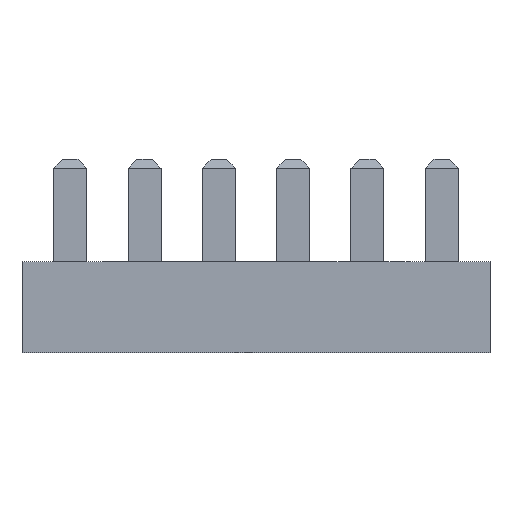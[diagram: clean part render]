
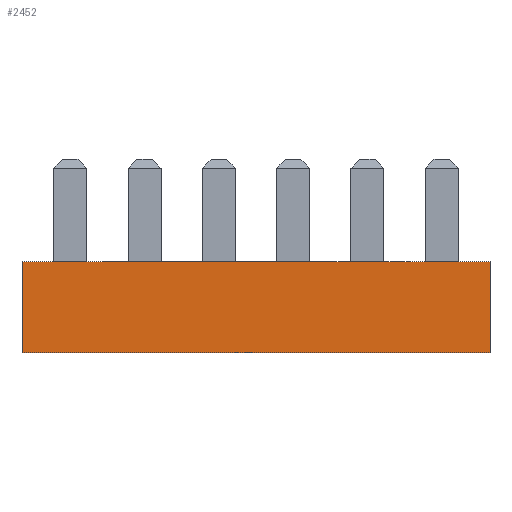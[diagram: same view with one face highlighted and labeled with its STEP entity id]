
A CAD part, left-side view. The second image highlights one B-rep face of the part: STEP entity #2452.
In plain terms, the highlighted planar face has unit normal (-1, 0, 0).
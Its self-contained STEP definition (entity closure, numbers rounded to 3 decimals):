
#228 = VERTEX_POINT ( 'NONE', #1097 ) ;
#459 = VERTEX_POINT ( 'NONE', #2295 ) ;
#489 = LINE ( 'NONE', #2004, #5062 ) ;
#806 = EDGE_CURVE ( 'NONE', #2116, #459, #3422, .T. ) ;
#1097 = CARTESIAN_POINT ( 'NONE',  ( -8., 8., 3.1 ) ) ;
#1424 = ORIENTED_EDGE ( 'NONE', *, *, #2169, .T. ) ;
#1541 = VECTOR ( 'NONE', #1980, 1000. ) ;
#1741 = EDGE_LOOP ( 'NONE', ( #1424, #3988, #4216, #3406 ) ) ;
#1980 = DIRECTION ( 'NONE',  ( 0., -1., 0. ) ) ;
#2004 = CARTESIAN_POINT ( 'NONE',  ( -8., 8., 3.1 ) ) ;
#2116 = VERTEX_POINT ( 'NONE', #5010 ) ;
#2130 = DIRECTION ( 'NONE',  ( 1., 0., 0. ) ) ;
#2169 = EDGE_CURVE ( 'NONE', #3072, #459, #5174, .T. ) ;
#2182 = PLANE ( 'NONE',  #4030 ) ;
#2295 = CARTESIAN_POINT ( 'NONE',  ( -8., -8., 0. ) ) ;
#2371 = CARTESIAN_POINT ( 'NONE',  ( -8., 8., 0. ) ) ;
#2452 = ADVANCED_FACE ( 'NONE', ( #4126 ), #2182, .F. ) ;
#2943 = DIRECTION ( 'NONE',  ( 0., 0., -1. ) ) ;
#3072 = VERTEX_POINT ( 'NONE', #4510 ) ;
#3232 = DIRECTION ( 'NONE',  ( 0., -1., 0. ) ) ;
#3386 = CARTESIAN_POINT ( 'NONE',  ( -8., -8., 3.1 ) ) ;
#3406 = ORIENTED_EDGE ( 'NONE', *, *, #4962, .T. ) ;
#3422 = LINE ( 'NONE', #3386, #4229 ) ;
#3702 = CARTESIAN_POINT ( 'NONE',  ( -8., 8., 3.1 ) ) ;
#3848 = DIRECTION ( 'NONE',  ( 0., 0., -1. ) ) ;
#3964 = CARTESIAN_POINT ( 'NONE',  ( -8., 8., 3.1 ) ) ;
#3988 = ORIENTED_EDGE ( 'NONE', *, *, #806, .F. ) ;
#4030 = AXIS2_PLACEMENT_3D ( 'NONE', #3964, #2130, #5775 ) ;
#4126 = FACE_OUTER_BOUND ( 'NONE', #1741, .T. ) ;
#4216 = ORIENTED_EDGE ( 'NONE', *, *, #5780, .F. ) ;
#4229 = VECTOR ( 'NONE', #2943, 1000. ) ;
#4510 = CARTESIAN_POINT ( 'NONE',  ( -8., 8., 0. ) ) ;
#4913 = LINE ( 'NONE', #3702, #1541 ) ;
#4962 = EDGE_CURVE ( 'NONE', #228, #3072, #489, .T. ) ;
#5010 = CARTESIAN_POINT ( 'NONE',  ( -8., -8., 3.1 ) ) ;
#5062 = VECTOR ( 'NONE', #3848, 1000. ) ;
#5174 = LINE ( 'NONE', #2371, #5877 ) ;
#5775 = DIRECTION ( 'NONE',  ( 0., 1., 0. ) ) ;
#5780 = EDGE_CURVE ( 'NONE', #228, #2116, #4913, .T. ) ;
#5877 = VECTOR ( 'NONE', #3232, 1000. ) ;
